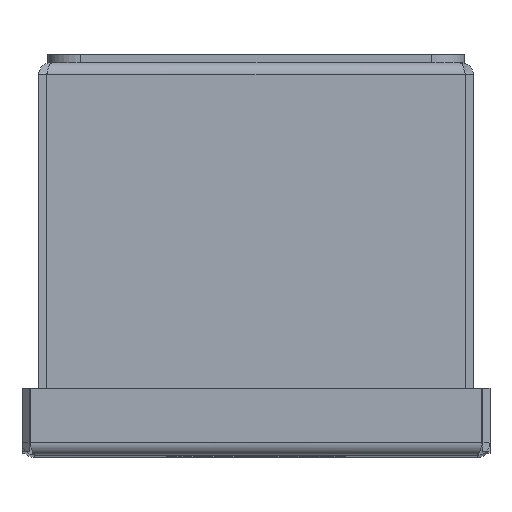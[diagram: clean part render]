
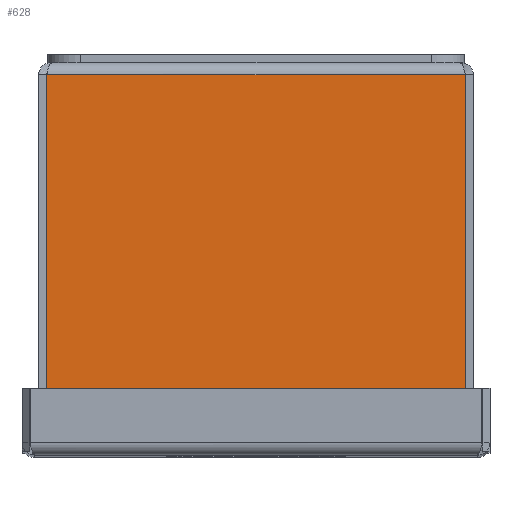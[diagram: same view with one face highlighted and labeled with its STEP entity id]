
A CAD part, top view. The second image highlights one B-rep face of the part: STEP entity #628.
In plain terms, the highlighted planar face has unit normal (0, 0, 1).
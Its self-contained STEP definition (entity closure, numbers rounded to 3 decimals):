
#628 = ADVANCED_FACE( '', ( #1486 ), #1487, .F. );
#1486 = FACE_OUTER_BOUND( '', #2737, .T. );
#1487 = PLANE( '', #2738 );
#2737 = EDGE_LOOP( '', ( #4413, #4414, #4415, #4416 ) );
#2738 = AXIS2_PLACEMENT_3D( '', #4417, #4418, #4419 );
#4413 = ORIENTED_EDGE( '', *, *, #7834, .T. );
#4414 = ORIENTED_EDGE( '', *, *, #7835, .T. );
#4415 = ORIENTED_EDGE( '', *, *, #7836, .F. );
#4416 = ORIENTED_EDGE( '', *, *, #7837, .T. );
#4417 = CARTESIAN_POINT( '', ( 276.073, 0., 130.175 ) );
#4418 = DIRECTION( '', ( 0., 0., -1. ) );
#4419 = DIRECTION( '', ( 0., 1., 0. ) );
#7834 = EDGE_CURVE( '', #9114, #9115, #9116, .T. );
#7835 = EDGE_CURVE( '', #9115, #9117, #9118, .T. );
#7836 = EDGE_CURVE( '', #9119, #9117, #9120, .T. );
#7837 = EDGE_CURVE( '', #9119, #9114, #9121, .T. );
#9114 = VERTEX_POINT( '', #11085 );
#9115 = VERTEX_POINT( '', #11086 );
#9116 = LINE( '', #11087, #11088 );
#9117 = VERTEX_POINT( '', #11089 );
#9118 = LINE( '', #11090, #11091 );
#9119 = VERTEX_POINT( '', #11092 );
#9120 = LINE( '', #11093, #11094 );
#9121 = LINE( '', #11095, #11096 );
#11085 = CARTESIAN_POINT( '', ( -39.748, -2.337, 130.175 ) );
#11086 = CARTESIAN_POINT( '', ( -39.748, -67.513, 130.175 ) );
#11087 = CARTESIAN_POINT( '', ( -39.748, -2.337, 130.175 ) );
#11088 = VECTOR( '', #14480, 1000. );
#11089 = CARTESIAN_POINT( '', ( 39.748, -67.513, 130.175 ) );
#11090 = CARTESIAN_POINT( '', ( -39.748, -67.513, 130.175 ) );
#11091 = VECTOR( '', #14481, 1000. );
#11092 = CARTESIAN_POINT( '', ( 39.748, -2.337, 130.175 ) );
#11093 = CARTESIAN_POINT( '', ( 39.748, -2.337, 130.175 ) );
#11094 = VECTOR( '', #14482, 1000. );
#11095 = CARTESIAN_POINT( '', ( 276.073, -2.337, 130.175 ) );
#11096 = VECTOR( '', #14483, 1000. );
#14480 = DIRECTION( '', ( 0., -1., 0. ) );
#14481 = DIRECTION( '', ( 1., 0., 0. ) );
#14482 = DIRECTION( '', ( 0., -1., 0. ) );
#14483 = DIRECTION( '', ( -1., 0., 0. ) );
